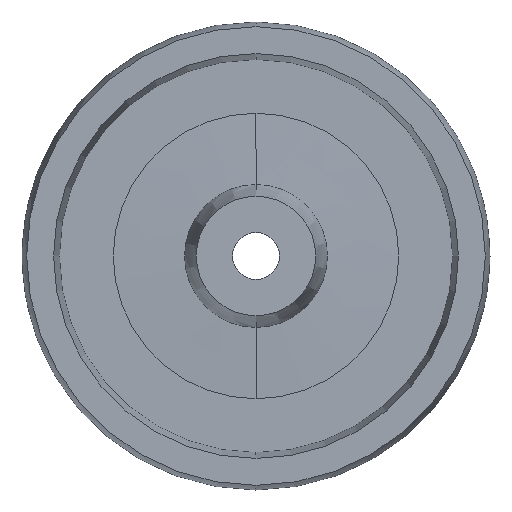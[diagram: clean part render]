
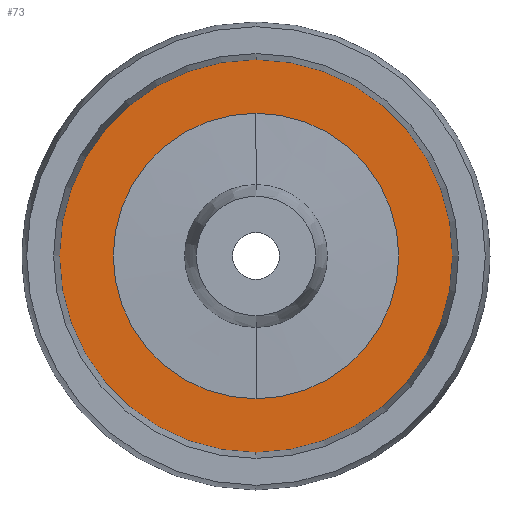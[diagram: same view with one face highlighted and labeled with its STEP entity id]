
A CAD part, left-side view. The second image highlights one B-rep face of the part: STEP entity #73.
In plain terms, the highlighted planar face has unit normal (-1, 0, 0).
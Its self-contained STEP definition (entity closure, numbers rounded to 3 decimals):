
#1 = PLANE ( 'NONE',  #449 ) ;
#8 = DIRECTION ( 'NONE',  ( -1., 0., 0. ) ) ;
#45 = FACE_BOUND ( 'NONE', #204, .T. ) ;
#58 = CIRCLE ( 'NONE', #83, 61. ) ;
#68 = DIRECTION ( 'NONE',  ( 0., 0., 1. ) ) ;
#73 = ADVANCED_FACE ( 'NONE', ( #161, #45 ), #1, .T. ) ;
#80 = EDGE_CURVE ( 'NONE', #571, #201, #642, .T. ) ;
#83 = AXIS2_PLACEMENT_3D ( 'NONE', #578, #217, #309 ) ;
#112 = DIRECTION ( 'NONE',  ( 0., 0., 1. ) ) ;
#161 = FACE_OUTER_BOUND ( 'NONE', #370, .T. ) ;
#163 = CARTESIAN_POINT ( 'NONE',  ( -3.5, 0., 0. ) ) ;
#166 = DIRECTION ( 'NONE',  ( -1., 0., 0. ) ) ;
#170 = AXIS2_PLACEMENT_3D ( 'NONE', #454, #614, #360 ) ;
#201 = VERTEX_POINT ( 'NONE', #618 ) ;
#204 = EDGE_LOOP ( 'NONE', ( #295, #476 ) ) ;
#217 = DIRECTION ( 'NONE',  ( -1., 0., 0. ) ) ;
#220 = DIRECTION ( 'NONE',  ( 0., 0., 1. ) ) ;
#232 = VERTEX_POINT ( 'NONE', #466 ) ;
#264 = EDGE_CURVE ( 'NONE', #274, #232, #58, .T. ) ;
#274 = VERTEX_POINT ( 'NONE', #321 ) ;
#295 = ORIENTED_EDGE ( 'NONE', *, *, #663, .F. ) ;
#309 = DIRECTION ( 'NONE',  ( 0., 0., 1. ) ) ;
#321 = CARTESIAN_POINT ( 'NONE',  ( -3.5, 0., 61. ) ) ;
#326 = DIRECTION ( 'NONE',  ( -1., 0., 0. ) ) ;
#360 = DIRECTION ( 'NONE',  ( 0., 0., 1. ) ) ;
#364 = CIRCLE ( 'NONE', #436, 61. ) ;
#370 = EDGE_LOOP ( 'NONE', ( #594, #606 ) ) ;
#410 = AXIS2_PLACEMENT_3D ( 'NONE', #163, #326, #68 ) ;
#436 = AXIS2_PLACEMENT_3D ( 'NONE', #482, #8, #220 ) ;
#448 = CIRCLE ( 'NONE', #170, 84. ) ;
#449 = AXIS2_PLACEMENT_3D ( 'NONE', #637, #166, #112 ) ;
#454 = CARTESIAN_POINT ( 'NONE',  ( -3.5, 0., 0. ) ) ;
#466 = CARTESIAN_POINT ( 'NONE',  ( -3.5, 0., -61. ) ) ;
#476 = ORIENTED_EDGE ( 'NONE', *, *, #264, .F. ) ;
#482 = CARTESIAN_POINT ( 'NONE',  ( -3.5, 0., 0. ) ) ;
#515 = EDGE_CURVE ( 'NONE', #201, #571, #448, .T. ) ;
#571 = VERTEX_POINT ( 'NONE', #662 ) ;
#578 = CARTESIAN_POINT ( 'NONE',  ( -3.5, 0., 0. ) ) ;
#594 = ORIENTED_EDGE ( 'NONE', *, *, #515, .T. ) ;
#606 = ORIENTED_EDGE ( 'NONE', *, *, #80, .T. ) ;
#614 = DIRECTION ( 'NONE',  ( -1., 0., 0. ) ) ;
#618 = CARTESIAN_POINT ( 'NONE',  ( -3.5, 0., 84. ) ) ;
#637 = CARTESIAN_POINT ( 'NONE',  ( -3.5, 84., 0. ) ) ;
#642 = CIRCLE ( 'NONE', #410, 84. ) ;
#662 = CARTESIAN_POINT ( 'NONE',  ( -3.5, 0., -84. ) ) ;
#663 = EDGE_CURVE ( 'NONE', #232, #274, #364, .T. ) ;
